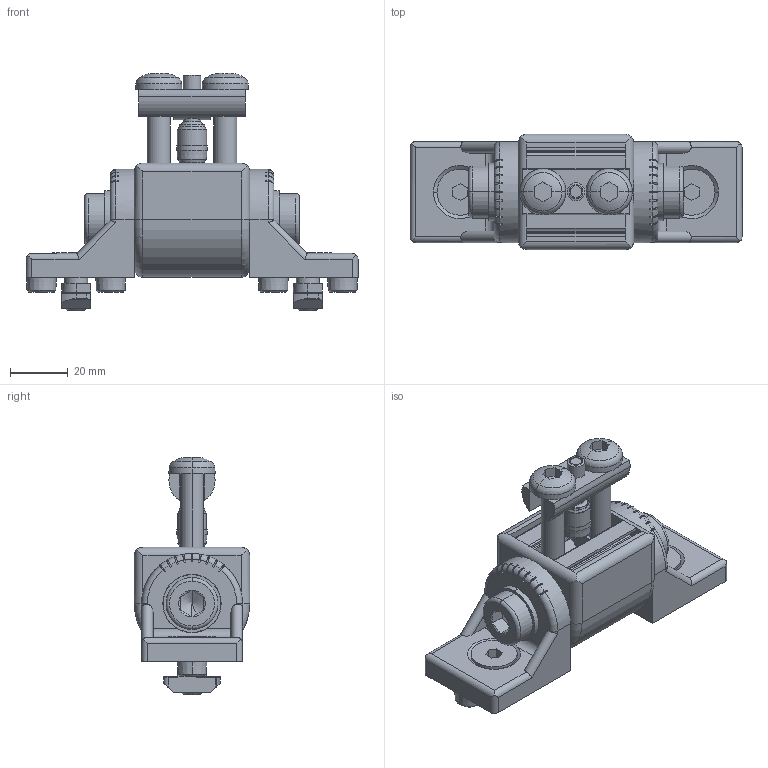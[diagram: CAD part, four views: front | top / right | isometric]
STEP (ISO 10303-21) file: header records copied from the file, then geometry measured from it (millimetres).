
FILE_DESCRIPTION(('STEP AP214'),'1');
FILE_NAME('cctmp_8932F21E-0AD7-47BD-B1BC-E3F46A1C95CF_2020_1_13_15_57_57_599..stp','2020-01-13T14:57:58',('Bosch Rexroth AG'),('CADClick - www.CADClick.com'),'Spatial InterOp 3D',' ','unknown authorization - (Healing Option Enabled)');
FILE_SCHEMA(('AUTOMOTIVE_DESIGN'));
Length unit declared in the file: millimetre
Products named in the file (1): 1
Bounding box: 115 x 40 x 82.18 mm (x, y, z)
Volume: 93558.5 mm3; surface area: 39657.8 mm2
Topology: 3 solids, 12 shells, 1454 faces, 3988 edges, 2564 vertices
Faces by surface type: plane 791, cylinder 465, cone 162, torus 36
Entity records: 60242 total; most frequent: CARTESIAN_POINT 10370, DIRECTION 8518, ORIENTED_EDGE 7972, EDGE_CURVE 3986, AXIS2_PLACEMENT_3D 3250, VERTEX_POINT 2564, LINE 2018, VECTOR 2018
